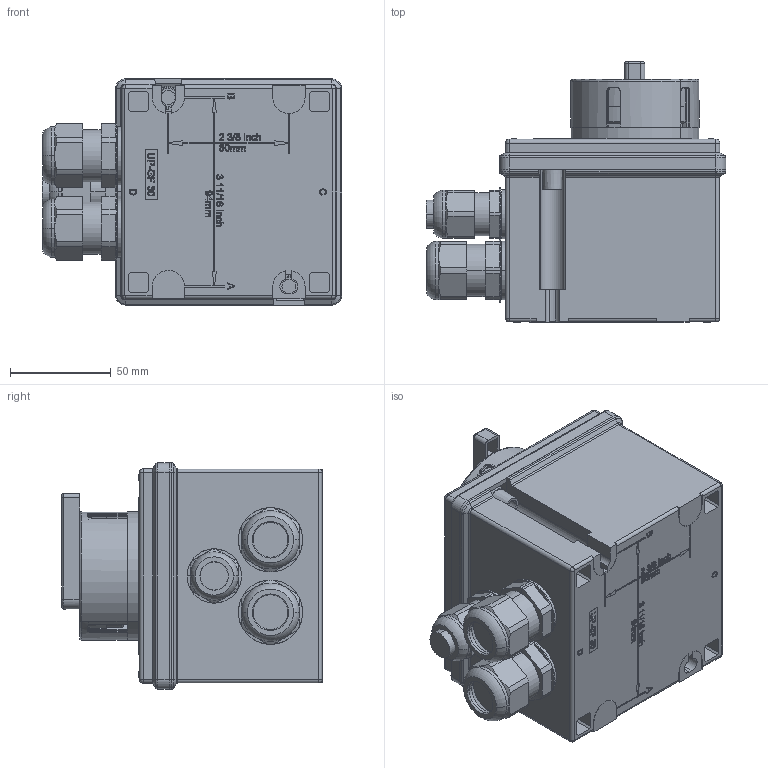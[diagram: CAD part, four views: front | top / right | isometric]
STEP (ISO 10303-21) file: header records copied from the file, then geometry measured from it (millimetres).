
FILE_DESCRIPTION (( 'STEP AP203' ), '1' );
FILE_NAME ('8146_5-V37-301-50-__50.STEP', '2014-10-13T13:26:45', ( '' ), ( '' ), 'SwSTEP 2.0', 'SolidWorks 2014', '' );
FILE_SCHEMA (( 'CONFIG_CONTROL_DESIGN' ));
Length unit declared in the file: millimetre
Products named in the file (29): Staubschutzkappe_M25; Anschlussgewindedichtung_M20; 86_020_64_02_0_3d export; 81_469_61_04_0_3d export; 81_610_78_01_0_Vereinfacht; 81_619_01_59_0_81_619_03_59_0; 85_379_05_25_0_85 379 05 25 0; 81_610_78_01_0_Stutzen_Vereinfacht; 81_610_30_37_0_Vereinfacht; 85_370_05_25_0_3d export; 509_642_0; 86_029_06_95_0; 81_469_74_05_0; 8146_5-V37-301-50-__50; 81_610_78_01_0_Dichtung; 85_378_01_16_0_3d export; 81_460_93_05_0_3d export; 81_610_78_01_0_Reduzierdichtung; 81_610_77_01_0_Stutzen; 86_029_05_16_0_schwarz ohne schrift; 81_610_78_01_0_Hutmutter_Vereinfacht; 81_610_77_01_0_Dichtung; 86_029_11_85_0_0.OFF I.ON; Anschlussgewindedichtung_M25; 81_610_77_01_0_Hutmutter_Vereinfacht; 86_029_01_14_0
Assembly tree (36 placements, depth 4):
  8146_5-V37-301-50-__50
    81_469_61_04_0_3d export
      81_469_61_04_0_3d export
    509_642_0  x4
    81_460_93_05_0_3d export
      81_469_74_05_0
    85_378_01_16_0_3d export
      86_020_64_02_0_3d export
        86_029_05_16_0_schwarz ohne schrift
        86_029_11_85_0_0.OFF I.ON
        86_029_01_14_0
      85_370_05_25_0_3d export
        85_379_05_25_0_85 379 05 25 0
      86_029_06_95_0
    81_610_30_37_0_Vereinfacht
      81_610_77_01_0_Stutzen
      81_610_77_01_0_Dichtung
      81_610_77_01_0_Hutmutter_Vereinfacht
      Anschlussgewindedichtung_M20
      81_619_01_59_0_81_619_03_59_0
    81_610_78_01_0_Vereinfacht
      81_610_78_01_0_Stutzen_Vereinfacht
      81_610_78_01_0_Dichtung
      81_610_78_01_0_Reduzierdichtung
      81_610_78_01_0_Hutmutter_Vereinfacht
      Anschlussgewindedichtung_M25
      Staubschutzkappe_M25
    81_610_78_01_0_Vereinfacht
      81_610_78_01_0_Stutzen_Vereinfacht
      81_610_78_01_0_Dichtung
      81_610_78_01_0_Reduzierdichtung
      81_610_78_01_0_Hutmutter_Vereinfacht
      Anschlussgewindedichtung_M25
      Staubschutzkappe_M25
Bounding box: 148.92 x 129.5 x 112.5 mm (x, y, z)
Volume: 349027.2 mm3; surface area: 238275.1 mm2
Topology: 29 solids, 29 shells, 4127 faces, 10966 edges, 7017 vertices
Faces by surface type: plane 1859, cylinder 885, bspline 664, cone 463, torus 244, sphere 12
Entity records: 159801 total; most frequent: CARTESIAN_POINT 61449, ORIENTED_EDGE 21024, DIRECTION 18045, EDGE_CURVE 10512, VERTEX_POINT 6773, VECTOR 6043, LINE 6043, AXIS2_PLACEMENT_3D 6001
